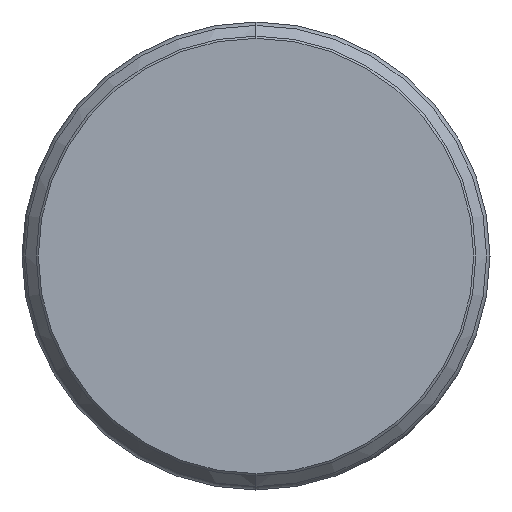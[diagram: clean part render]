
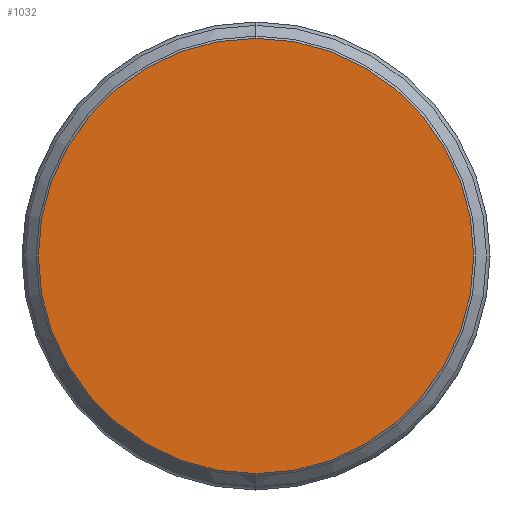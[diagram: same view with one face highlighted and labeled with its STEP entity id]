
A CAD part, left-side view. The second image highlights one B-rep face of the part: STEP entity #1032.
In plain terms, the highlighted planar face has unit normal (-1, 0, 0).
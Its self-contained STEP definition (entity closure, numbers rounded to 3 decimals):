
#5 = VERTEX_POINT ( 'NONE', #498 ) ;
#44 = CARTESIAN_POINT ( 'NONE',  ( 0., 0., 0. ) ) ;
#68 = DIRECTION ( 'NONE',  ( 1., 0., 0. ) ) ;
#131 = EDGE_LOOP ( 'NONE', ( #380, #518 ) ) ;
#168 = EDGE_CURVE ( 'NONE', #5, #812, #1006, .T. ) ;
#212 = CARTESIAN_POINT ( 'NONE',  ( 0., 0., -30.7 ) ) ;
#225 = DIRECTION ( 'NONE',  ( -1., 0., 0. ) ) ;
#296 = AXIS2_PLACEMENT_3D ( 'NONE', #44, #786, #642 ) ;
#380 = ORIENTED_EDGE ( 'NONE', *, *, #926, .T. ) ;
#389 = PLANE ( 'NONE',  #707 ) ;
#458 = AXIS2_PLACEMENT_3D ( 'NONE', #736, #225, #1057 ) ;
#491 = DIRECTION ( 'NONE',  ( 0., 0., -1. ) ) ;
#498 = CARTESIAN_POINT ( 'NONE',  ( 0., 0., 30.7 ) ) ;
#518 = ORIENTED_EDGE ( 'NONE', *, *, #168, .T. ) ;
#538 = CIRCLE ( 'NONE', #458, 30.7 ) ;
#642 = DIRECTION ( 'NONE',  ( 0., 0., 1. ) ) ;
#707 = AXIS2_PLACEMENT_3D ( 'NONE', #904, #68, #491 ) ;
#736 = CARTESIAN_POINT ( 'NONE',  ( 0., 0., 0. ) ) ;
#786 = DIRECTION ( 'NONE',  ( -1., 0., 0. ) ) ;
#812 = VERTEX_POINT ( 'NONE', #212 ) ;
#870 = FACE_OUTER_BOUND ( 'NONE', #131, .T. ) ;
#904 = CARTESIAN_POINT ( 'NONE',  ( 0., 0., 0. ) ) ;
#926 = EDGE_CURVE ( 'NONE', #812, #5, #538, .T. ) ;
#1006 = CIRCLE ( 'NONE', #296, 30.7 ) ;
#1032 = ADVANCED_FACE ( 'NONE', ( #870 ), #389, .F. ) ;
#1057 = DIRECTION ( 'NONE',  ( 0., 0., 1. ) ) ;
